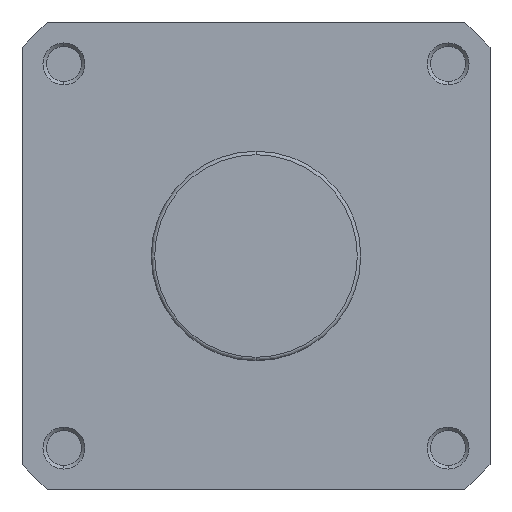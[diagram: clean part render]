
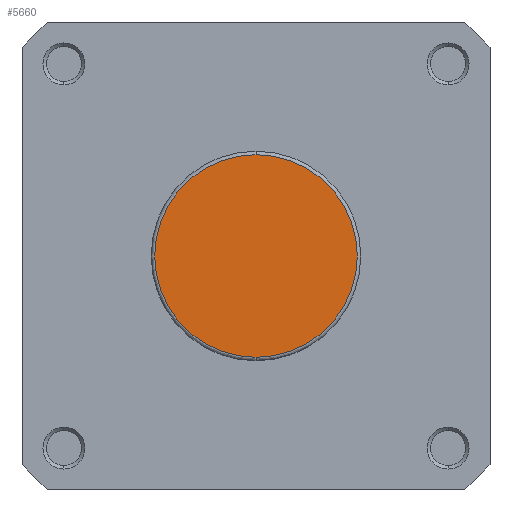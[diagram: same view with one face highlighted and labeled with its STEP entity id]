
A CAD part, left-side view. The second image highlights one B-rep face of the part: STEP entity #5660.
In plain terms, the highlighted planar face has unit normal (-1, 0, 0).
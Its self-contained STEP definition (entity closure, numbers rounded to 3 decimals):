
#640 = AXIS2_PLACEMENT_3D ( 'NONE', #2827, #2829, #2830 ) ;
#751 = AXIS2_PLACEMENT_3D ( 'NONE', #3767, #3768, #3769 ) ;
#782 = AXIS2_PLACEMENT_3D ( 'NONE', #4187, #4194, #4195 ) ;
#2360 = EDGE_LOOP ( 'NONE', ( #6454, #6453 ) ) ;
#2827 = CARTESIAN_POINT ( 'NONE',  ( 0., 30., 0. ) ) ;
#2828 = PLANE ( 'NONE',  #640 ) ;
#2829 = DIRECTION ( 'NONE',  ( 1., 0., 0. ) ) ;
#2830 = DIRECTION ( 'NONE',  ( 0., 0., -1. ) ) ;
#3064 = CARTESIAN_POINT ( 'NONE',  ( 0., 0., 29. ) ) ;
#3144 = CARTESIAN_POINT ( 'NONE',  ( 0., 0., -29. ) ) ;
#3767 = CARTESIAN_POINT ( 'NONE',  ( 0., 0., 0. ) ) ;
#3768 = DIRECTION ( 'NONE',  ( -1., 0., 0. ) ) ;
#3769 = DIRECTION ( 'NONE',  ( 0., 0., -1. ) ) ;
#3980 = CIRCLE ( 'NONE', #751, 29. ) ;
#4064 = CIRCLE ( 'NONE', #782, 29. ) ;
#4187 = CARTESIAN_POINT ( 'NONE',  ( 0., 0., 0. ) ) ;
#4194 = DIRECTION ( 'NONE',  ( -1., 0., 0. ) ) ;
#4195 = DIRECTION ( 'NONE',  ( 0., 0., -1. ) ) ;
#5197 = FACE_OUTER_BOUND ( 'NONE', #2360, .T. ) ;
#5660 = ADVANCED_FACE ( 'NONE', ( #5197 ), #2828, .F. ) ;
#6453 = ORIENTED_EDGE ( 'NONE', *, *, #7500, .T. ) ;
#6454 = ORIENTED_EDGE ( 'NONE', *, *, #7559, .T. ) ;
#7033 = VERTEX_POINT ( 'NONE', #3064 ) ;
#7118 = VERTEX_POINT ( 'NONE', #3144 ) ;
#7500 = EDGE_CURVE ( 'NONE', #7033, #7118, #3980, .T. ) ;
#7559 = EDGE_CURVE ( 'NONE', #7118, #7033, #4064, .T. ) ;
